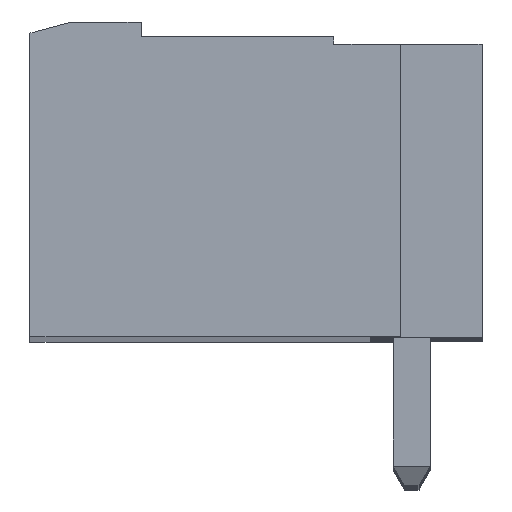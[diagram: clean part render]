
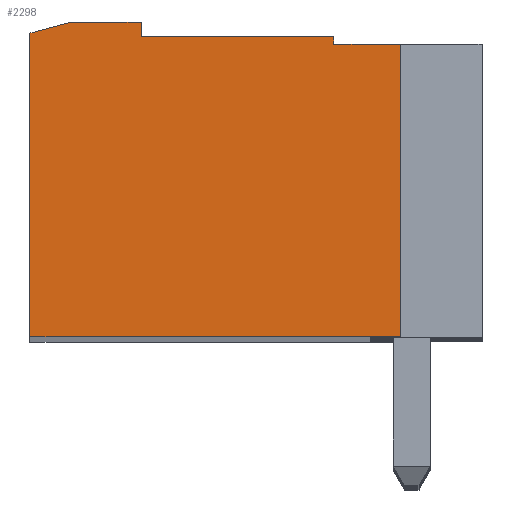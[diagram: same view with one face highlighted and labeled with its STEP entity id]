
A CAD part, top view. The second image highlights one B-rep face of the part: STEP entity #2298.
In plain terms, the highlighted planar face has unit normal (0, 0, 1).
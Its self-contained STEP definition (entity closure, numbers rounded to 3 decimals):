
#2298 = ADVANCED_FACE( '', ( #4728 ), #4729, .T. );
#4728 = FACE_OUTER_BOUND( '', #7246, .T. );
#4729 = PLANE( '', #7247 );
#7246 = EDGE_LOOP( '', ( #14137, #14138, #14139, #14140, #14141, #14142, #14143, #14144, #14145 ) );
#7247 = AXIS2_PLACEMENT_3D( '', #14146, #14147, #14148 );
#14137 = ORIENTED_EDGE( '', *, *, #17757, .F. );
#14138 = ORIENTED_EDGE( '', *, *, #16401, .F. );
#14139 = ORIENTED_EDGE( '', *, *, #17599, .F. );
#14140 = ORIENTED_EDGE( '', *, *, #16964, .F. );
#14141 = ORIENTED_EDGE( '', *, *, #17043, .F. );
#14142 = ORIENTED_EDGE( '', *, *, #17758, .F. );
#14143 = ORIENTED_EDGE( '', *, *, #17710, .F. );
#14144 = ORIENTED_EDGE( '', *, *, #15301, .F. );
#14145 = ORIENTED_EDGE( '', *, *, #17334, .F. );
#14146 = CARTESIAN_POINT( '', ( 204.225, 204.11, 61.96 ) );
#14147 = DIRECTION( '', ( 0., 0., 1. ) );
#14148 = DIRECTION( '', ( 0., 1., 0. ) );
#15301 = EDGE_CURVE( '', #18483, #18478, #18485, .T. );
#16401 = EDGE_CURVE( '', #20260, #20263, #20264, .T. );
#16964 = EDGE_CURVE( '', #21061, #21063, #21064, .T. );
#17043 = EDGE_CURVE( '', #21167, #21061, #21169, .T. );
#17334 = EDGE_CURVE( '', #21531, #18483, #21533, .T. );
#17599 = EDGE_CURVE( '', #21063, #20260, #21843, .T. );
#17710 = EDGE_CURVE( '', #18478, #21965, #21966, .T. );
#17757 = EDGE_CURVE( '', #20263, #21531, #22016, .T. );
#17758 = EDGE_CURVE( '', #21965, #21167, #22017, .T. );
#18478 = VERTEX_POINT( '', #23029 );
#18483 = VERTEX_POINT( '', #23036 );
#18485 = LINE( '', #23039, #23040 );
#20260 = VERTEX_POINT( '', #25677 );
#20263 = VERTEX_POINT( '', #25681 );
#20264 = LINE( '', #25682, #25683 );
#21061 = VERTEX_POINT( '', #26859 );
#21063 = VERTEX_POINT( '', #26862 );
#21064 = LINE( '', #26863, #26864 );
#21167 = VERTEX_POINT( '', #27017 );
#21169 = LINE( '', #27020, #27021 );
#21531 = VERTEX_POINT( '', #27571 );
#21533 = LINE( '', #27574, #27575 );
#21843 = LINE( '', #28045, #28046 );
#21965 = VERTEX_POINT( '', #28230 );
#21966 = LINE( '', #28231, #28232 );
#22016 = LINE( '', #28304, #28305 );
#22017 = LINE( '', #28306, #28307 );
#23029 = CARTESIAN_POINT( '', ( 195.345, 204.71, 61.96 ) );
#23036 = CARTESIAN_POINT( '', ( 194.225, 204.41, 61.96 ) );
#23039 = CARTESIAN_POINT( '', ( 195.345, 204.71, 61.96 ) );
#23040 = VECTOR( '', #28737, 1000. );
#25677 = CARTESIAN_POINT( '', ( 204.225, 204.11, 61.96 ) );
#25681 = CARTESIAN_POINT( '', ( 204.225, 196.21, 61.96 ) );
#25682 = CARTESIAN_POINT( '', ( 204.225, 196.21, 61.96 ) );
#25683 = VECTOR( '', #29661, 1000. );
#26859 = CARTESIAN_POINT( '', ( 202.425, 204.31, 61.96 ) );
#26862 = CARTESIAN_POINT( '', ( 202.425, 204.11, 61.96 ) );
#26863 = CARTESIAN_POINT( '', ( 202.425, 204.11, 61.96 ) );
#26864 = VECTOR( '', #30162, 1000. );
#27017 = CARTESIAN_POINT( '', ( 197.225, 204.31, 61.96 ) );
#27020 = CARTESIAN_POINT( '', ( 202.425, 204.31, 61.96 ) );
#27021 = VECTOR( '', #30220, 1000. );
#27571 = CARTESIAN_POINT( '', ( 194.225, 196.21, 61.96 ) );
#27574 = CARTESIAN_POINT( '', ( 194.225, 204.41, 61.96 ) );
#27575 = VECTOR( '', #30425, 1000. );
#28045 = CARTESIAN_POINT( '', ( 204.225, 204.11, 61.96 ) );
#28046 = VECTOR( '', #30613, 1000. );
#28230 = CARTESIAN_POINT( '', ( 197.225, 204.71, 61.96 ) );
#28231 = CARTESIAN_POINT( '', ( 197.225, 204.71, 61.96 ) );
#28232 = VECTOR( '', #30676, 1000. );
#28304 = CARTESIAN_POINT( '', ( 194.225, 196.21, 61.96 ) );
#28305 = VECTOR( '', #30696, 1000. );
#28306 = CARTESIAN_POINT( '', ( 197.225, 204.31, 61.96 ) );
#28307 = VECTOR( '', #30697, 1000. );
#28737 = DIRECTION( '', ( 0.966, 0.259, 0. ) );
#29661 = DIRECTION( '', ( 0., -1., 0. ) );
#30162 = DIRECTION( '', ( 0., -1., 0. ) );
#30220 = DIRECTION( '', ( 1., 0., 0. ) );
#30425 = DIRECTION( '', ( 0., 1., 0. ) );
#30613 = DIRECTION( '', ( 1., 0., 0. ) );
#30676 = DIRECTION( '', ( 1., 0., 0. ) );
#30696 = DIRECTION( '', ( -1., 0., 0. ) );
#30697 = DIRECTION( '', ( 0., -1., 0. ) );
